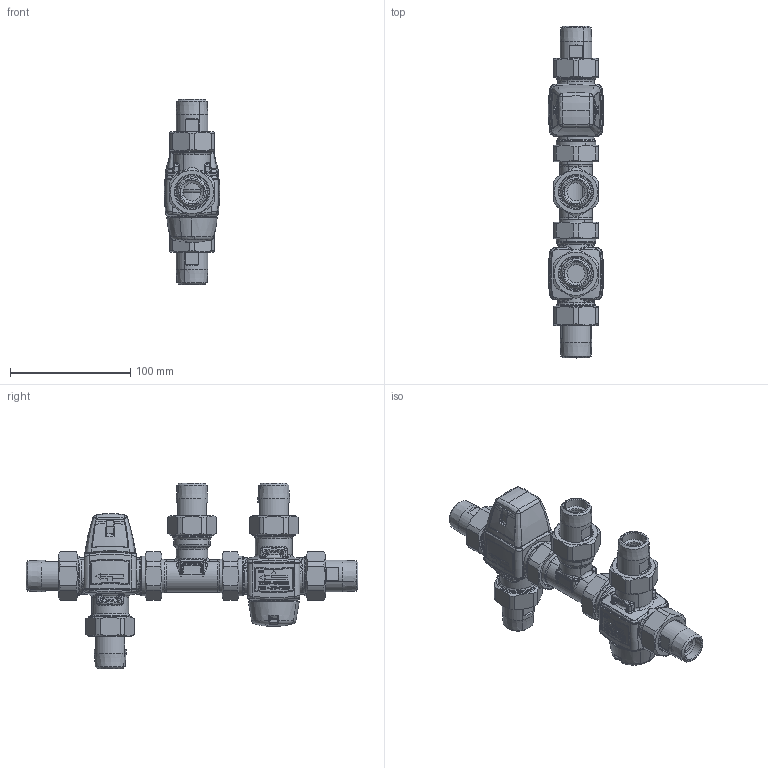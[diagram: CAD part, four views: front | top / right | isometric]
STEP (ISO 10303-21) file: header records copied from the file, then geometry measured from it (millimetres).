
FILE_DESCRIPTION(('CATIA V5 STEP Exchange'),'2;1');
FILE_NAME('VMC322 G1+R3-4.stp','2019-11-04T13:57:19+00:00',('none'),('none'),'CATIA Version 5-6 Release 2014 SP4 HF22','CATIA V5 STEP AP203','none');
FILE_SCHEMA(('CONFIG_CONTROL_DESIGN'));
Products named in the file (3): 2807s1; 2806s1; 2615s9
Assembly tree (34 placements, depth 3):
  2807s1
    #57
    #7075  x2
    #7267  x2
    #8622  x2
    2806s1
      #8838
      #42482
      #68614
      #78261
      #117967
    2615s9
      #142076
      #42482
      #172584
      #177350
      #178659
    #205602  x5
    #206622  x5
    #206895  x5
Bounding box: 46.1 x 276 x 154 mm (x, y, z)
Volume: 300733.9 mm3; surface area: 163626 mm2
Topology: 32 solids, 32 shells, 6324 faces, 16669 edges, 10471 vertices
Faces by surface type: plane 3462, cylinder 894, bspline 776, torus 511, cone 315, sphere 292, revolution 64, extrusion 10
Entity records: 207854 total; most frequent: CARTESIAN_POINT 98373, ORIENTED_EDGE 27632, DIRECTION 14075, EDGE_CURVE 13816, VERTEX_POINT 8823, B_SPLINE_CURVE_WITH_KNOTS 7845, AXIS2_PLACEMENT_3D 5947, EDGE_LOOP 5441
